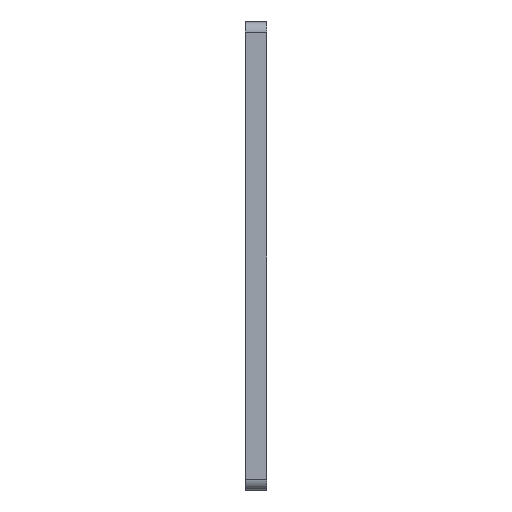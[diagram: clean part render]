
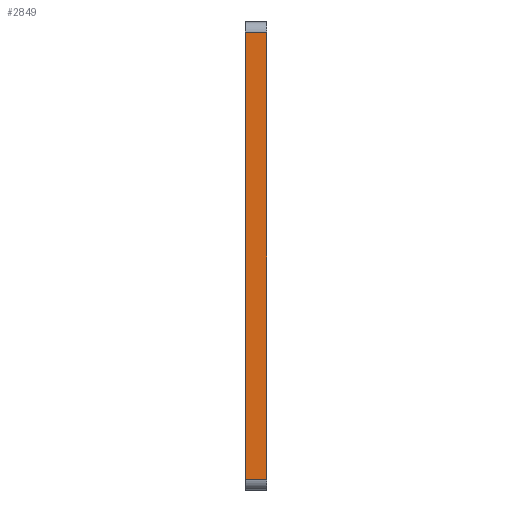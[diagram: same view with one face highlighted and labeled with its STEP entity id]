
A CAD part, left-side view. The second image highlights one B-rep face of the part: STEP entity #2849.
In plain terms, the highlighted planar face has unit normal (-1, 0, 0).
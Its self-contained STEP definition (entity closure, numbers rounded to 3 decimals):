
#2324=CARTESIAN_POINT('',(-721.8,24.,417.855));
#2325=VERTEX_POINT('',#2324);
#2333=CARTESIAN_POINT('',(-721.8,24.,502.805));
#2334=VERTEX_POINT('',#2333);
#2335=CARTESIAN_POINT('',(-721.8,24.,502.805));
#2336=DIRECTION('',(0.,0.,-1.));
#2337=VECTOR('',#2336,84.95);
#2338=LINE('',#2335,#2337);
#2339=EDGE_CURVE('',#2334,#2325,#2338,.T.);
#2819=CARTESIAN_POINT('',(-721.8,21.,449.225));
#2820=DIRECTION('',(1.,0.,0.));
#2821=DIRECTION('',(-0.,1.,0.));
#2822=AXIS2_PLACEMENT_3D('',#2819,#2820,#2821);
#2823=PLANE('',#2822);
#2824=CARTESIAN_POINT('',(-721.8,20.,417.855));
#2825=VERTEX_POINT('',#2824);
#2826=CARTESIAN_POINT('',(-721.8,24.,417.855));
#2827=DIRECTION('',(0.,-1.,-0.));
#2828=VECTOR('',#2827,4.);
#2829=LINE('',#2826,#2828);
#2830=EDGE_CURVE('',#2325,#2825,#2829,.T.);
#2831=ORIENTED_EDGE('',*,*,#2830,.T.);
#2832=CARTESIAN_POINT('',(-721.8,20.,502.805));
#2833=VERTEX_POINT('',#2832);
#2834=CARTESIAN_POINT('',(-721.8,20.,502.805));
#2835=DIRECTION('',(0.,0.,-1.));
#2836=VECTOR('',#2835,84.95);
#2837=LINE('',#2834,#2836);
#2838=EDGE_CURVE('',#2833,#2825,#2837,.T.);
#2839=ORIENTED_EDGE('',*,*,#2838,.F.);
#2840=CARTESIAN_POINT('',(-721.8,20.,502.805));
#2841=DIRECTION('',(-0.,1.,0.));
#2842=VECTOR('',#2841,4.);
#2843=LINE('',#2840,#2842);
#2844=EDGE_CURVE('',#2833,#2334,#2843,.T.);
#2845=ORIENTED_EDGE('',*,*,#2844,.T.);
#2846=ORIENTED_EDGE('',*,*,#2339,.T.);
#2847=EDGE_LOOP('',(#2831,#2839,#2845,#2846));
#2848=FACE_BOUND('',#2847,.T.);
#2849=ADVANCED_FACE('',(#2848),#2823,.F.);
